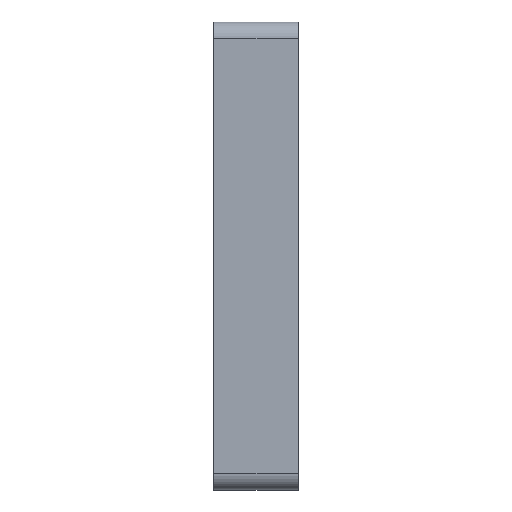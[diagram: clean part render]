
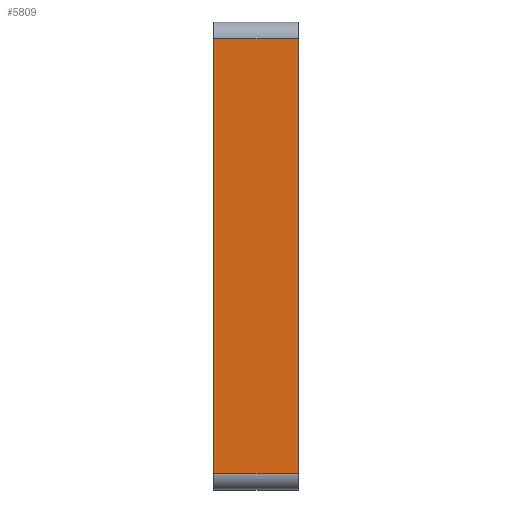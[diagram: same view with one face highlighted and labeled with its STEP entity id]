
A CAD part, left-side view. The second image highlights one B-rep face of the part: STEP entity #5809.
In plain terms, the highlighted planar face has unit normal (-1, 0, 0).
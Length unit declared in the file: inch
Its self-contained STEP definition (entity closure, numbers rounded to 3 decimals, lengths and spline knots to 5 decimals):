
#44 = EDGE_LOOP ( 'NONE', ( #6299, #6941, #7525, #4140 ) ) ;
#246 = VECTOR ( 'NONE', #6915, 39.37008 ) ;
#324 = VERTEX_POINT ( 'NONE', #8881 ) ;
#493 = VECTOR ( 'NONE', #4931, 39.37008 ) ;
#710 = DIRECTION ( 'NONE',  ( 0., 0., 1. ) ) ;
#719 = VERTEX_POINT ( 'NONE', #7653 ) ;
#1338 = CARTESIAN_POINT ( 'NONE',  ( -0.65535, 0.125, 0.34465 ) ) ;
#1659 = CARTESIAN_POINT ( 'NONE',  ( -0.65535, 0.125, 0.34465 ) ) ;
#2255 = VECTOR ( 'NONE', #710, 39.37008 ) ;
#2850 = FACE_OUTER_BOUND ( 'NONE', #44, .T. ) ;
#3002 = EDGE_CURVE ( 'NONE', #3881, #5404, #5743, .T. ) ;
#3326 = EDGE_CURVE ( 'NONE', #5404, #719, #4462, .T. ) ;
#3675 = CARTESIAN_POINT ( 'NONE',  ( -0.65535, 0.125, -0.31965 ) ) ;
#3881 = VERTEX_POINT ( 'NONE', #3675 ) ;
#4140 = ORIENTED_EDGE ( 'NONE', *, *, #7991, .T. ) ;
#4234 = LINE ( 'NONE', #1659, #246 ) ;
#4462 = LINE ( 'NONE', #9676, #2255 ) ;
#4931 = DIRECTION ( 'NONE',  ( 0., -1., 0. ) ) ;
#5341 = AXIS2_PLACEMENT_3D ( 'NONE', #1338, #5878, #8784 ) ;
#5352 = EDGE_CURVE ( 'NONE', #3881, #324, #4234, .T. ) ;
#5404 = VERTEX_POINT ( 'NONE', #6109 ) ;
#5743 = LINE ( 'NONE', #9445, #493 ) ;
#5809 = ADVANCED_FACE ( 'NONE', ( #2850 ), #7337, .F. ) ;
#5878 = DIRECTION ( 'NONE',  ( 1., 0., 0. ) ) ;
#6008 = LINE ( 'NONE', #7477, #6235 ) ;
#6103 = DIRECTION ( 'NONE',  ( 0., 1., 0. ) ) ;
#6109 = CARTESIAN_POINT ( 'NONE',  ( -0.65535, 0., -0.31965 ) ) ;
#6235 = VECTOR ( 'NONE', #6103, 39.37008 ) ;
#6299 = ORIENTED_EDGE ( 'NONE', *, *, #5352, .F. ) ;
#6915 = DIRECTION ( 'NONE',  ( 0., 0., 1. ) ) ;
#6941 = ORIENTED_EDGE ( 'NONE', *, *, #3002, .T. ) ;
#7337 = PLANE ( 'NONE',  #5341 ) ;
#7477 = CARTESIAN_POINT ( 'NONE',  ( -0.65535, 0.125, 0.31965 ) ) ;
#7525 = ORIENTED_EDGE ( 'NONE', *, *, #3326, .T. ) ;
#7653 = CARTESIAN_POINT ( 'NONE',  ( -0.65535, 0., 0.31965 ) ) ;
#7991 = EDGE_CURVE ( 'NONE', #719, #324, #6008, .T. ) ;
#8784 = DIRECTION ( 'NONE',  ( 0., 0., -1. ) ) ;
#8881 = CARTESIAN_POINT ( 'NONE',  ( -0.65535, 0.125, 0.31965 ) ) ;
#9445 = CARTESIAN_POINT ( 'NONE',  ( -0.65535, 0.125, -0.31965 ) ) ;
#9676 = CARTESIAN_POINT ( 'NONE',  ( -0.65535, 0., 0.34465 ) ) ;
